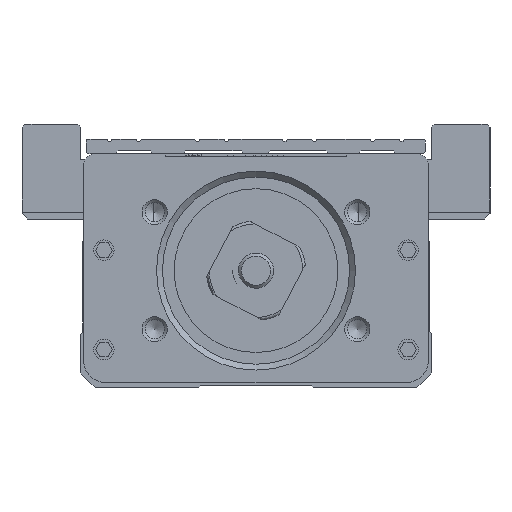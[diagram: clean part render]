
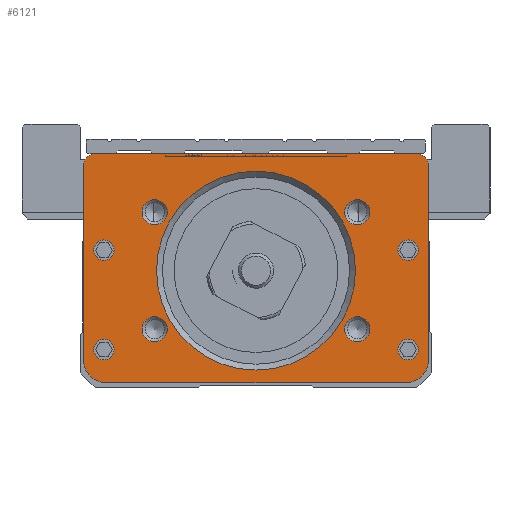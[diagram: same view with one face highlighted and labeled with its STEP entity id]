
A CAD part, front view. The second image highlights one B-rep face of the part: STEP entity #6121.
In plain terms, the highlighted face is planar.
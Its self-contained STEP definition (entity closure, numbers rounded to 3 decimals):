
#415=PLANE('',#20636);
#2149=LINE('',#28841,#4039);
#2195=LINE('',#28969,#4085);
#2197=LINE('',#28973,#4087);
#2217=LINE('',#29023,#4107);
#4039=VECTOR('',#22831,1.);
#4085=VECTOR('',#22925,1.);
#4087=VECTOR('',#22929,1.);
#4107=VECTOR('',#22975,1.);
#6121=ADVANCED_FACE('',(#7461,#7462,#7463,#7464,#7465,#7466,#7467,#7468,
#7469,#7470),#415,.F.);
#7461=FACE_BOUND('',#8166,.T.);
#7462=FACE_BOUND('',#8167,.T.);
#7463=FACE_BOUND('',#8168,.T.);
#7464=FACE_BOUND('',#8169,.T.);
#7465=FACE_BOUND('',#8170,.T.);
#7466=FACE_BOUND('',#8171,.T.);
#7467=FACE_BOUND('',#8172,.T.);
#7468=FACE_BOUND('',#8173,.T.);
#7469=FACE_BOUND('',#8174,.T.);
#7470=FACE_BOUND('',#8175,.T.);
#8166=EDGE_LOOP('',(#10113));
#8167=EDGE_LOOP('',(#10114));
#8168=EDGE_LOOP('',(#10115));
#8169=EDGE_LOOP('',(#10116));
#8170=EDGE_LOOP('',(#10117));
#8171=EDGE_LOOP('',(#10118));
#8172=EDGE_LOOP('',(#10119));
#8173=EDGE_LOOP('',(#10120));
#8174=EDGE_LOOP('',(#10121));
#8175=EDGE_LOOP('',(#10122,#10123,#10124,#10125,#10126,#10127,#10128,#10129));
#10113=ORIENTED_EDGE('',*,*,#17328,.T.);
#10114=ORIENTED_EDGE('',*,*,#17329,.T.);
#10115=ORIENTED_EDGE('',*,*,#17330,.T.);
#10116=ORIENTED_EDGE('',*,*,#17331,.T.);
#10117=ORIENTED_EDGE('',*,*,#17332,.T.);
#10118=ORIENTED_EDGE('',*,*,#17333,.T.);
#10119=ORIENTED_EDGE('',*,*,#17334,.T.);
#10120=ORIENTED_EDGE('',*,*,#17335,.T.);
#10121=ORIENTED_EDGE('',*,*,#17336,.T.);
#10122=ORIENTED_EDGE('',*,*,#17311,.F.);
#10123=ORIENTED_EDGE('',*,*,#17265,.F.);
#10124=ORIENTED_EDGE('',*,*,#17286,.F.);
#10125=ORIENTED_EDGE('',*,*,#17326,.F.);
#10126=ORIENTED_EDGE('',*,*,#17221,.F.);
#10127=ORIENTED_EDGE('',*,*,#17325,.F.);
#10128=ORIENTED_EDGE('',*,*,#17284,.F.);
#10129=ORIENTED_EDGE('',*,*,#17273,.F.);
#15274=VERTEX_POINT('',#28840);
#15275=VERTEX_POINT('',#28842);
#15315=VERTEX_POINT('',#28928);
#15316=VERTEX_POINT('',#28930);
#15323=VERTEX_POINT('',#28946);
#15324=VERTEX_POINT('',#28948);
#15329=VERTEX_POINT('',#28961);
#15333=VERTEX_POINT('',#28972);
#15358=VERTEX_POINT('',#29053);
#15359=VERTEX_POINT('',#29055);
#15360=VERTEX_POINT('',#29057);
#15361=VERTEX_POINT('',#29059);
#15362=VERTEX_POINT('',#29061);
#15363=VERTEX_POINT('',#29063);
#15364=VERTEX_POINT('',#29065);
#15365=VERTEX_POINT('',#29067);
#15366=VERTEX_POINT('',#29069);
#17221=EDGE_CURVE('',#15274,#15275,#2149,.T.);
#17265=EDGE_CURVE('',#15315,#15316,#19759,.T.);
#17273=EDGE_CURVE('',#15323,#15324,#19761,.T.);
#17284=EDGE_CURVE('',#15324,#15329,#2195,.T.);
#17286=EDGE_CURVE('',#15333,#15315,#2197,.T.);
#17311=EDGE_CURVE('',#15316,#15323,#2217,.T.);
#17325=EDGE_CURVE('',#15329,#15274,#19772,.T.);
#17326=EDGE_CURVE('',#15275,#15333,#19773,.T.);
#17328=EDGE_CURVE('',#15358,#15358,#19775,.T.);
#17329=EDGE_CURVE('',#15359,#15359,#19776,.T.);
#17330=EDGE_CURVE('',#15360,#15360,#19777,.T.);
#17331=EDGE_CURVE('',#15361,#15361,#19778,.T.);
#17332=EDGE_CURVE('',#15362,#15362,#19779,.T.);
#17333=EDGE_CURVE('',#15363,#15363,#19780,.T.);
#17334=EDGE_CURVE('',#15364,#15364,#19781,.T.);
#17335=EDGE_CURVE('',#15365,#15365,#19782,.T.);
#17336=EDGE_CURVE('',#15366,#15366,#19783,.T.);
#19759=CIRCLE('',#20593,4.);
#19761=CIRCLE('',#20597,4.);
#19772=CIRCLE('',#20621,2.);
#19773=CIRCLE('',#20623,2.);
#19775=CIRCLE('',#20627,2.15);
#19776=CIRCLE('',#20628,2.15);
#19777=CIRCLE('',#20629,2.15);
#19778=CIRCLE('',#20630,2.15);
#19779=CIRCLE('',#20631,17.);
#19780=CIRCLE('',#20632,1.75);
#19781=CIRCLE('',#20633,1.75);
#19782=CIRCLE('',#20634,1.75);
#19783=CIRCLE('',#20635,1.75);
#20593=AXIS2_PLACEMENT_3D('',#28929,#22895,#22896);
#20597=AXIS2_PLACEMENT_3D('',#28947,#22909,#22910);
#20621=AXIS2_PLACEMENT_3D('',#29046,#22998,#22999);
#20623=AXIS2_PLACEMENT_3D('',#29048,#23002,#23003);
#20627=AXIS2_PLACEMENT_3D('',#29052,#23010,#23011);
#20628=AXIS2_PLACEMENT_3D('',#29054,#23012,#23013);
#20629=AXIS2_PLACEMENT_3D('',#29056,#23014,#23015);
#20630=AXIS2_PLACEMENT_3D('',#29058,#23016,#23017);
#20631=AXIS2_PLACEMENT_3D('',#29060,#23018,#23019);
#20632=AXIS2_PLACEMENT_3D('',#29062,#23020,#23021);
#20633=AXIS2_PLACEMENT_3D('',#29064,#23022,#23023);
#20634=AXIS2_PLACEMENT_3D('',#29066,#23024,#23025);
#20635=AXIS2_PLACEMENT_3D('',#29068,#23026,#23027);
#20636=AXIS2_PLACEMENT_3D('',#29070,#23028,#23029);
#22831=DIRECTION('',(1.,0.,0.));
#22895=DIRECTION('',(0.,1.,0.));
#22896=DIRECTION('',(1.,0.,0.));
#22909=DIRECTION('',(0.,1.,0.));
#22910=DIRECTION('',(1.,0.,0.));
#22925=DIRECTION('',(0.,0.,1.));
#22929=DIRECTION('',(0.,0.,-1.));
#22975=DIRECTION('',(-1.,0.,0.));
#22998=DIRECTION('',(0.,1.,0.));
#22999=DIRECTION('',(0.,0.,1.));
#23002=DIRECTION('',(0.,1.,0.));
#23003=DIRECTION('',(0.,0.,1.));
#23010=DIRECTION('',(0.,1.,0.));
#23011=DIRECTION('',(0.,0.,1.));
#23012=DIRECTION('',(0.,1.,0.));
#23013=DIRECTION('',(0.,0.,1.));
#23014=DIRECTION('',(0.,1.,0.));
#23015=DIRECTION('',(0.,0.,1.));
#23016=DIRECTION('',(0.,1.,0.));
#23017=DIRECTION('',(0.,0.,1.));
#23018=DIRECTION('',(0.,1.,0.));
#23019=DIRECTION('',(0.,0.,1.));
#23020=DIRECTION('',(0.,1.,0.));
#23021=DIRECTION('',(0.,0.,1.));
#23022=DIRECTION('',(0.,1.,0.));
#23023=DIRECTION('',(0.,0.,1.));
#23024=DIRECTION('',(0.,1.,0.));
#23025=DIRECTION('',(0.,0.,1.));
#23026=DIRECTION('',(0.,1.,0.));
#23027=DIRECTION('',(0.,0.,1.));
#23028=DIRECTION('',(0.,1.,0.));
#23029=DIRECTION('',(0.,0.,-1.));
#28840=CARTESIAN_POINT('',(-27.5,-130.762,38.));
#28841=CARTESIAN_POINT('',(-25.5,-130.762,38.));
#28842=CARTESIAN_POINT('',(27.5,-130.762,38.));
#28928=CARTESIAN_POINT('',(29.5,-130.762,2.8));
#28929=CARTESIAN_POINT('',(25.5,-130.762,2.8));
#28930=CARTESIAN_POINT('',(25.5,-130.762,-1.2));
#28946=CARTESIAN_POINT('',(-25.5,-130.762,-1.2));
#28947=CARTESIAN_POINT('',(-25.5,-130.762,2.8));
#28948=CARTESIAN_POINT('',(-29.5,-130.762,2.8));
#28961=CARTESIAN_POINT('',(-29.5,-130.762,36.));
#28969=CARTESIAN_POINT('',(-29.5,-130.762,2.8));
#28972=CARTESIAN_POINT('',(29.5,-130.762,36.));
#28973=CARTESIAN_POINT('',(29.5,-130.762,39.));
#29023=CARTESIAN_POINT('',(25.5,-130.762,-1.2));
#29046=CARTESIAN_POINT('',(-27.5,-130.762,36.));
#29048=CARTESIAN_POINT('',(27.5,-130.762,36.));
#29052=CARTESIAN_POINT('',(-17.321,-130.762,28.));
#29053=CARTESIAN_POINT('',(-17.321,-130.762,30.15));
#29054=CARTESIAN_POINT('',(17.321,-130.762,8.));
#29055=CARTESIAN_POINT('',(17.321,-130.762,10.15));
#29056=CARTESIAN_POINT('',(17.321,-130.762,28.));
#29057=CARTESIAN_POINT('',(17.321,-130.762,30.15));
#29058=CARTESIAN_POINT('',(-17.321,-130.762,8.));
#29059=CARTESIAN_POINT('',(-17.321,-130.762,10.15));
#29060=CARTESIAN_POINT('',(0.,-130.762,18.));
#29061=CARTESIAN_POINT('',(0.,-130.762,35.));
#29062=CARTESIAN_POINT('',(-26.,-130.762,21.5));
#29063=CARTESIAN_POINT('',(-26.,-130.762,23.25));
#29064=CARTESIAN_POINT('',(-26.,-130.762,4.5));
#29065=CARTESIAN_POINT('',(-26.,-130.762,6.25));
#29066=CARTESIAN_POINT('',(26.,-130.762,4.5));
#29067=CARTESIAN_POINT('',(26.,-130.762,6.25));
#29068=CARTESIAN_POINT('',(26.,-130.762,21.5));
#29069=CARTESIAN_POINT('',(26.,-130.762,23.25));
#29070=CARTESIAN_POINT('',(-25.5,-130.762,2.8));
